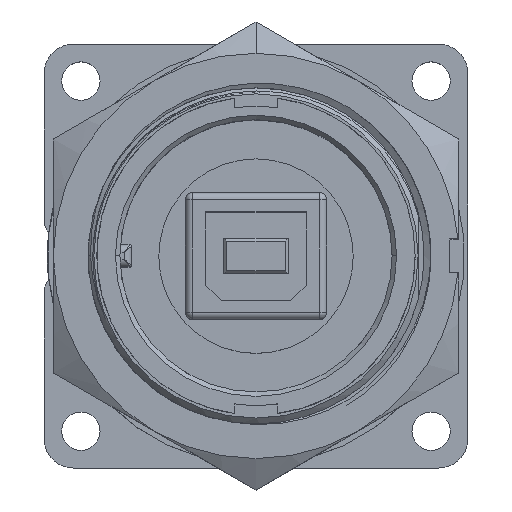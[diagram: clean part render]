
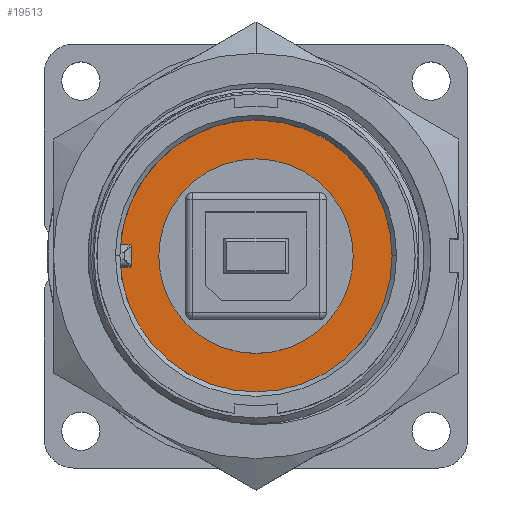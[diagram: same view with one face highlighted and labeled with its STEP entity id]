
A CAD part, top view. The second image highlights one B-rep face of the part: STEP entity #19513.
In plain terms, the highlighted planar face has unit normal (0, 0, 1).
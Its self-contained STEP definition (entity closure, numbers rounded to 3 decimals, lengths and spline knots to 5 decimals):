
#145 = VECTOR ( 'NONE', #7988, 39.37008 ) ;
#233 = VECTOR ( 'NONE', #7614, 39.37008 ) ;
#298 = AXIS2_PLACEMENT_3D ( 'NONE', #7484, #7482, #7481 ) ;
#392 = AXIS2_PLACEMENT_3D ( 'NONE', #7317, #7313, #7312 ) ;
#519 = VERTEX_POINT ( 'NONE', #22867 ) ;
#574 = VERTEX_POINT ( 'NONE', #22799 ) ;
#1998 = VERTEX_POINT ( 'NONE', #22409 ) ;
#2034 = VERTEX_POINT ( 'NONE', #22387 ) ;
#2035 = VERTEX_POINT ( 'NONE', #22386 ) ;
#2036 = VERTEX_POINT ( 'NONE', #22385 ) ;
#3524 = CIRCLE ( 'NONE', #33462, 0.462 ) ;
#5197 = LINE ( 'NONE', #5200, #15934 ) ;
#5200 = CARTESIAN_POINT ( 'NONE',  ( -0.422, 0.0325, -0.105 ) ) ;
#5203 = DIRECTION ( 'NONE',  ( 0., -1., 0. ) ) ;
#7312 = DIRECTION ( 'NONE',  ( 1., 0., 0. ) ) ;
#7313 = DIRECTION ( 'NONE',  ( 0., 0., 1. ) ) ;
#7317 = CARTESIAN_POINT ( 'NONE',  ( 0., 0., -0.105 ) ) ;
#7481 = DIRECTION ( 'NONE',  ( 1., 0., 0. ) ) ;
#7482 = DIRECTION ( 'NONE',  ( 0., 0., -1. ) ) ;
#7484 = CARTESIAN_POINT ( 'NONE',  ( -0.427, 0.0325, -0.105 ) ) ;
#7614 = DIRECTION ( 'NONE',  ( 1., 0., 0. ) ) ;
#7615 = CARTESIAN_POINT ( 'NONE',  ( -0.46048, 0.0375, -0.105 ) ) ;
#7616 = LINE ( 'NONE', #7615, #233 ) ;
#7889 = PLANE ( 'NONE',  #16377 ) ;
#7890 = CARTESIAN_POINT ( 'NONE',  ( -0.427, 0.0325, -0.105 ) ) ;
#7891 = DIRECTION ( 'NONE',  ( 0., 0., 1. ) ) ;
#7892 = DIRECTION ( 'NONE',  ( 1., 0., 0. ) ) ;
#7988 = DIRECTION ( 'NONE',  ( -1., 0., 0. ) ) ;
#7989 = CARTESIAN_POINT ( 'NONE',  ( -0.427, -0.0375, -0.105 ) ) ;
#7990 = LINE ( 'NONE', #7989, #145 ) ;
#8817 = EDGE_LOOP ( 'NONE', ( #32250, #32249 ) ) ;
#8848 = EDGE_LOOP ( 'NONE', ( #32257, #32256, #32255, #32258, #32254, #32253, #32252 ) ) ;
#11152 = VERTEX_POINT ( 'NONE', #36865 ) ;
#11308 = VERTEX_POINT ( 'NONE', #36716 ) ;
#11943 = CIRCLE ( 'NONE', #33317, 0.33 ) ;
#12920 = DIRECTION ( 'NONE',  ( 1., 0., 0. ) ) ;
#12921 = DIRECTION ( 'NONE',  ( 0., 0., 1. ) ) ;
#12923 = CARTESIAN_POINT ( 'NONE',  ( 0., 0., -0.105 ) ) ;
#15866 = AXIS2_PLACEMENT_3D ( 'NONE', #36375, #36377, #36379 ) ;
#15934 = VECTOR ( 'NONE', #5203, 39.37008 ) ;
#16377 = AXIS2_PLACEMENT_3D ( 'NONE', #7890, #7891, #7892 ) ;
#16384 = FACE_BOUND ( 'NONE', #8817, .T. ) ;
#16392 = FACE_OUTER_BOUND ( 'NONE', #8848, .T. ) ;
#17129 = CIRCLE ( 'NONE', #15866, 0.005 ) ;
#17341 = EDGE_CURVE ( 'NONE', #11308, #11152, #17536, .T. ) ;
#17536 = CIRCLE ( 'NONE', #37068, 0.33 ) ;
#17612 = CIRCLE ( 'NONE', #392, 0.462 ) ;
#17785 = CIRCLE ( 'NONE', #298, 0.005 ) ;
#19364 = EDGE_CURVE ( 'NONE', #2035, #38041, #7990, .T. ) ;
#19385 = EDGE_CURVE ( 'NONE', #2034, #1998, #7616, .T. ) ;
#19409 = EDGE_CURVE ( 'NONE', #1998, #2036, #17785, .T. ) ;
#19443 = EDGE_CURVE ( 'NONE', #574, #2034, #17612, .T. ) ;
#19513 = ADVANCED_FACE ( 'NONE', ( #16392, #16384 ), #7889, .T. ) ;
#19628 = EDGE_CURVE ( 'NONE', #519, #2035, #17129, .T. ) ;
#19740 = EDGE_CURVE ( 'NONE', #2036, #519, #5197, .T. ) ;
#22385 = CARTESIAN_POINT ( 'NONE',  ( -0.422, 0.0325, -0.105 ) ) ;
#22386 = CARTESIAN_POINT ( 'NONE',  ( -0.427, -0.0375, -0.105 ) ) ;
#22387 = CARTESIAN_POINT ( 'NONE',  ( -0.46048, 0.0375, -0.105 ) ) ;
#22409 = CARTESIAN_POINT ( 'NONE',  ( -0.427, 0.0375, -0.105 ) ) ;
#22799 = CARTESIAN_POINT ( 'NONE',  ( 0.462, 0., -0.105 ) ) ;
#22867 = CARTESIAN_POINT ( 'NONE',  ( -0.422, -0.0325, -0.105 ) ) ;
#23996 = CARTESIAN_POINT ( 'NONE',  ( 0., 0., -0.105 ) ) ;
#23997 = DIRECTION ( 'NONE',  ( 0., 0., 1. ) ) ;
#23999 = DIRECTION ( 'NONE',  ( 1., 0., 0. ) ) ;
#26466 = CARTESIAN_POINT ( 'NONE',  ( 0., 0., -0.105 ) ) ;
#26467 = DIRECTION ( 'NONE',  ( 0., 0., 1. ) ) ;
#26468 = DIRECTION ( 'NONE',  ( 1., 0., 0. ) ) ;
#30940 = CARTESIAN_POINT ( 'NONE',  ( -0.46048, -0.0375, -0.105 ) ) ;
#32249 = ORIENTED_EDGE ( 'NONE', *, *, #37560, .F. ) ;
#32250 = ORIENTED_EDGE ( 'NONE', *, *, #17341, .F. ) ;
#32252 = ORIENTED_EDGE ( 'NONE', *, *, #19385, .T. ) ;
#32253 = ORIENTED_EDGE ( 'NONE', *, *, #19443, .T. ) ;
#32254 = ORIENTED_EDGE ( 'NONE', *, *, #37383, .T. ) ;
#32255 = ORIENTED_EDGE ( 'NONE', *, *, #19628, .T. ) ;
#32256 = ORIENTED_EDGE ( 'NONE', *, *, #19740, .T. ) ;
#32257 = ORIENTED_EDGE ( 'NONE', *, *, #19409, .T. ) ;
#32258 = ORIENTED_EDGE ( 'NONE', *, *, #19364, .T. ) ;
#33317 = AXIS2_PLACEMENT_3D ( 'NONE', #26466, #26467, #26468 ) ;
#33462 = AXIS2_PLACEMENT_3D ( 'NONE', #23996, #23997, #23999 ) ;
#36375 = CARTESIAN_POINT ( 'NONE',  ( -0.427, -0.0325, -0.105 ) ) ;
#36377 = DIRECTION ( 'NONE',  ( 0., 0., -1. ) ) ;
#36379 = DIRECTION ( 'NONE',  ( 1., 0., 0. ) ) ;
#36716 = CARTESIAN_POINT ( 'NONE',  ( -0.33, 0., -0.105 ) ) ;
#36865 = CARTESIAN_POINT ( 'NONE',  ( 0.33, 0., -0.105 ) ) ;
#37068 = AXIS2_PLACEMENT_3D ( 'NONE', #12923, #12921, #12920 ) ;
#37383 = EDGE_CURVE ( 'NONE', #38041, #574, #3524, .T. ) ;
#37560 = EDGE_CURVE ( 'NONE', #11152, #11308, #11943, .T. ) ;
#38041 = VERTEX_POINT ( 'NONE', #30940 ) ;
